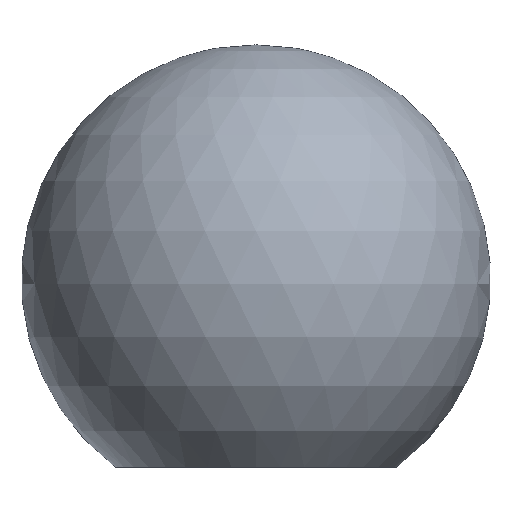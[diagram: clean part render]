
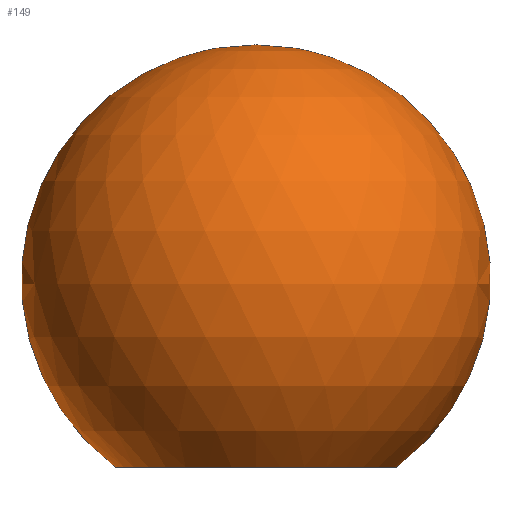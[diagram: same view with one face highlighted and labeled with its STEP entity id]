
A CAD part, front view. The second image highlights one B-rep face of the part: STEP entity #149.
In plain terms, the highlighted spherical face has radius 10 mm.
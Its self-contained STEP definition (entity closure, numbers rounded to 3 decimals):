
#87=VERTEX_POINT('',#229);
#95=VERTEX_POINT('',#238);
#125=VERTEX_POINT('',#271);
#147=EDGE_CURVE('',#87,#125,#295,.T.);
#149=ADVANCED_FACE('',(#297),#298,.T.);
#151=EDGE_CURVE('',#95,#125,#300,.T.);
#203=EDGE_CURVE('',#95,#87,#360,.T.);
#229=CARTESIAN_POINT('',(0.,0.,18.0));
#238=CARTESIAN_POINT('',(6.,0.,0.));
#271=CARTESIAN_POINT('',(-6.,0.,0.));
#295=CIRCLE('',#458,10.0);
#297=FACE_OUTER_BOUND('',#460,.T.);
#298=SPHERICAL_SURFACE('',#461,10.0);
#300=CIRCLE('',#464,6.);
#360=CIRCLE('',#541,10.0);
#458=AXIS2_PLACEMENT_3D('',#627,#628,#629);
#460=EDGE_LOOP('',(#631,#632,#633));
#461=AXIS2_PLACEMENT_3D('',#634,#635,#636);
#464=AXIS2_PLACEMENT_3D('',#637,#638,#639);
#541=AXIS2_PLACEMENT_3D('',#723,#724,#725);
#627=CARTESIAN_POINT('',(0.,0.,8.));
#628=DIRECTION('',(0.,-1.0,0.0));
#629=DIRECTION('',(0.0,0.0,1.0));
#631=ORIENTED_EDGE('',*,*,#147,.T.);
#632=ORIENTED_EDGE('',*,*,#151,.F.);
#633=ORIENTED_EDGE('',*,*,#203,.T.);
#634=CARTESIAN_POINT('',(0.,0.,8.));
#635=DIRECTION('',(0.0,0.0,-1.0));
#636=DIRECTION('',(-1.0,0.0,0.0));
#637=CARTESIAN_POINT('',(0.,0.,0.));
#638=DIRECTION('',(0.0,0.0,-1.0));
#639=DIRECTION('',(1.0,0.,0.0));
#723=CARTESIAN_POINT('',(0.,0.,8.));
#724=DIRECTION('',(0.,-1.0,0.0));
#725=DIRECTION('',(0.0,0.0,1.0));
